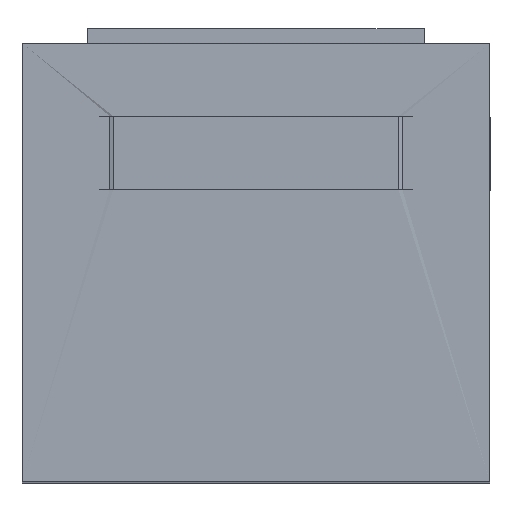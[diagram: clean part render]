
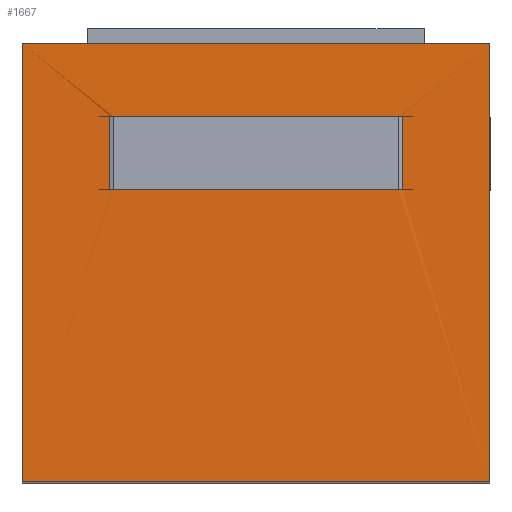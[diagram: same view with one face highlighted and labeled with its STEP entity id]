
A CAD part, top view. The second image highlights one B-rep face of the part: STEP entity #1667.
In plain terms, the highlighted planar face has unit normal (0, 0, 1).
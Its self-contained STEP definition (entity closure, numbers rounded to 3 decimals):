
#40=B_SPLINE_CURVE_WITH_KNOTS('',3,(#2735,#2736,#2737,#2738),
 .UNSPECIFIED.,.F.,.F.,(4,4),(0.,1.),.UNSPECIFIED.);
#41=B_SPLINE_CURVE_WITH_KNOTS('',3,(#2741,#2742,#2743,#2744),
 .UNSPECIFIED.,.F.,.F.,(4,4),(0.,1.),.UNSPECIFIED.);
#42=B_SPLINE_CURVE_WITH_KNOTS('',3,(#2746,#2747,#2748,#2749),
 .UNSPECIFIED.,.F.,.F.,(4,4),(0.,1.),.UNSPECIFIED.);
#47=B_SPLINE_CURVE_WITH_KNOTS('',3,(#2774,#2775,#2776,#2777),
 .UNSPECIFIED.,.F.,.F.,(4,4),(0.,1.),.UNSPECIFIED.);
#48=B_SPLINE_CURVE_WITH_KNOTS('',3,(#2779,#2780,#2781,#2782),
 .UNSPECIFIED.,.F.,.F.,(4,4),(0.,1.),.UNSPECIFIED.);
#49=B_SPLINE_CURVE_WITH_KNOTS('',3,(#2784,#2785,#2786,#2787),
 .UNSPECIFIED.,.F.,.F.,(4,4),(0.,1.),.UNSPECIFIED.);
#317=ORIENTED_EDGE('',*,*,#727,.T.);
#318=ORIENTED_EDGE('',*,*,#728,.F.);
#319=ORIENTED_EDGE('',*,*,#729,.F.);
#320=ORIENTED_EDGE('',*,*,#724,.T.);
#321=ORIENTED_EDGE('',*,*,#661,.F.);
#322=ORIENTED_EDGE('',*,*,#660,.T.);
#323=ORIENTED_EDGE('',*,*,#659,.F.);
#324=ORIENTED_EDGE('',*,*,#673,.T.);
#325=ORIENTED_EDGE('',*,*,#672,.T.);
#326=ORIENTED_EDGE('',*,*,#671,.F.);
#327=ORIENTED_EDGE('',*,*,#670,.T.);
#328=ORIENTED_EDGE('',*,*,#674,.T.);
#659=EDGE_CURVE('',#893,#894,#40,.T.);
#660=EDGE_CURVE('',#895,#894,#41,.T.);
#661=EDGE_CURVE('',#895,#896,#42,.T.);
#670=EDGE_CURVE('',#899,#898,#47,.T.);
#671=EDGE_CURVE('',#899,#900,#48,.F.);
#672=EDGE_CURVE('',#897,#900,#49,.T.);
#673=EDGE_CURVE('',#893,#897,#1055,.F.);
#674=EDGE_CURVE('',#898,#896,#1056,.T.);
#724=EDGE_CURVE('',#935,#934,#1087,.T.);
#727=EDGE_CURVE('',#934,#937,#1090,.T.);
#728=EDGE_CURVE('',#938,#937,#1091,.T.);
#729=EDGE_CURVE('',#935,#938,#1092,.T.);
#893=VERTEX_POINT('',#2739);
#894=VERTEX_POINT('',#2740);
#895=VERTEX_POINT('',#2745);
#896=VERTEX_POINT('',#2750);
#897=VERTEX_POINT('',#2763);
#898=VERTEX_POINT('',#2773);
#899=VERTEX_POINT('',#2778);
#900=VERTEX_POINT('',#2783);
#934=VERTEX_POINT('',#2910);
#935=VERTEX_POINT('',#2912);
#937=VERTEX_POINT('',#2918);
#938=VERTEX_POINT('',#2920);
#1055=LINE('',#2789,#1230);
#1056=LINE('',#2791,#1231);
#1087=LINE('',#2911,#1262);
#1090=LINE('',#2917,#1265);
#1091=LINE('',#2919,#1266);
#1092=LINE('',#2921,#1267);
#1230=VECTOR('',#2267,1000.);
#1231=VECTOR('',#2270,1000.);
#1262=VECTOR('',#2355,1000.);
#1265=VECTOR('',#2360,1000.);
#1266=VECTOR('',#2361,1000.);
#1267=VECTOR('',#2362,1000.);
#1410=EDGE_LOOP('',(#317,#318,#319,#320));
#1411=EDGE_LOOP('',(#321,#322,#323,#324,#325,#326,#327,#328));
#1508=FACE_BOUND('',#1410,.T.);
#1509=FACE_BOUND('',#1411,.T.);
#1591=PLANE('',#2096);
#1667=ADVANCED_FACE('',(#1508,#1509),#1591,.F.);
#2096=AXIS2_PLACEMENT_3D('',#2916,#2358,#2359);
#2267=DIRECTION('',(0.,-1.,0.));
#2270=DIRECTION('',(0.,-1.,0.));
#2355=DIRECTION('',(0.,-1.,0.));
#2358=DIRECTION('',(0.,0.,-1.));
#2359=DIRECTION('',(0.,1.,0.));
#2360=DIRECTION('',(1.,0.,0.));
#2361=DIRECTION('',(0.,-1.,0.));
#2362=DIRECTION('',(1.,0.,0.));
#2735=CARTESIAN_POINT('',(-0.1,0.2,0.31));
#2736=CARTESIAN_POINT('',(-0.099,0.2,0.31));
#2737=CARTESIAN_POINT('',(-0.098,0.2,0.31));
#2738=CARTESIAN_POINT('',(-0.098,0.2,0.31));
#2739=CARTESIAN_POINT('',(-0.1,0.2,0.31));
#2740=CARTESIAN_POINT('',(-0.098,0.2,0.31));
#2741=CARTESIAN_POINT('',(0.097,0.2,0.311));
#2742=CARTESIAN_POINT('',(0.032,0.2,0.311));
#2743=CARTESIAN_POINT('',(-0.033,0.2,0.311));
#2744=CARTESIAN_POINT('',(-0.098,0.2,0.311));
#2745=CARTESIAN_POINT('',(0.097,0.2,0.31));
#2746=CARTESIAN_POINT('',(0.097,0.2,0.31));
#2747=CARTESIAN_POINT('',(0.098,0.2,0.31));
#2748=CARTESIAN_POINT('',(0.099,0.2,0.31));
#2749=CARTESIAN_POINT('',(0.1,0.2,0.31));
#2750=CARTESIAN_POINT('',(0.1,0.2,0.31));
#2763=CARTESIAN_POINT('',(-0.1,0.25,0.31));
#2773=CARTESIAN_POINT('',(0.1,0.25,0.31));
#2774=CARTESIAN_POINT('',(0.097,0.25,0.31));
#2775=CARTESIAN_POINT('',(0.098,0.25,0.31));
#2776=CARTESIAN_POINT('',(0.099,0.25,0.31));
#2777=CARTESIAN_POINT('',(0.1,0.25,0.31));
#2778=CARTESIAN_POINT('',(0.097,0.25,0.31));
#2779=CARTESIAN_POINT('',(-0.098,0.25,0.311));
#2780=CARTESIAN_POINT('',(-0.033,0.25,0.311));
#2781=CARTESIAN_POINT('',(0.032,0.25,0.311));
#2782=CARTESIAN_POINT('',(0.097,0.25,0.311));
#2783=CARTESIAN_POINT('',(-0.098,0.25,0.311));
#2784=CARTESIAN_POINT('',(-0.1,0.25,0.31));
#2785=CARTESIAN_POINT('',(-0.099,0.25,0.31));
#2786=CARTESIAN_POINT('',(-0.098,0.25,0.31));
#2787=CARTESIAN_POINT('',(-0.098,0.25,0.31));
#2789=CARTESIAN_POINT('',(-0.1,0.25,0.31));
#2791=CARTESIAN_POINT('',(0.1,0.25,0.31));
#2910=CARTESIAN_POINT('',(-0.16,0.,0.31));
#2911=CARTESIAN_POINT('',(-0.16,0.3,0.31));
#2912=CARTESIAN_POINT('',(-0.16,0.3,0.31));
#2916=CARTESIAN_POINT('',(-0.16,0.3,0.31));
#2917=CARTESIAN_POINT('',(-0.16,0.,0.31));
#2918=CARTESIAN_POINT('',(0.16,0.,0.31));
#2919=CARTESIAN_POINT('',(0.16,0.3,0.31));
#2920=CARTESIAN_POINT('',(0.16,0.3,0.31));
#2921=CARTESIAN_POINT('',(-0.16,0.3,0.31));
